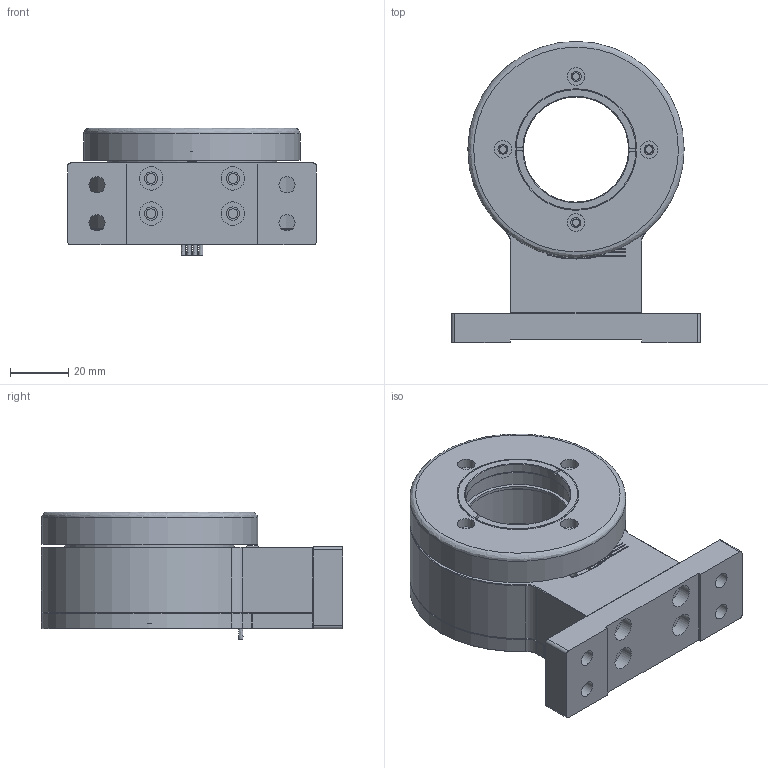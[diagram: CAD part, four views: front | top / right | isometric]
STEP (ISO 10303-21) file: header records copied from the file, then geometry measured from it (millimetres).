
FILE_DESCRIPTION (( 'STEP AP203' ), '1' );
FILE_NAME ('528368.STEP', '2024-04-10T02:00:39', ( 'Windows User' ), ( 'P R C' ), 'SwSTEP 2.0', 'SolidWorks 2020', '' );
FILE_SCHEMA (( 'CONFIG_CONTROL_DESIGN' ));
Length unit declared in the file: millimetre
Products named in the file (1): 528368
Bounding box: 85 x 103 x 43.75 mm (x, y, z)
Surface area: 60870.7 mm2 (no closed solid volume)
Topology: 0 solids, 14 shells, 423 faces, 912 edges, 568 vertices
Faces by surface type: plane 250, cylinder 129, cone 39, bspline 5
Full cylindrical faces by diameter (mm): 1.25 x16, 1.8 x16, 2.05 x2, 2.5 x5, 2.9 x2, 3 x1, 3.2 x1, 3.3 x8, 3.4 x4, 3.5 x12, 4 x1, 4.5 x4, 4.8 x1, 5.5 x4, 6 x4, 8 x4, 10 x4, 36 x2, 38.5 x1, 40 x1, 41 x1, 42 x2, 43 x1, 44 x2, 58 x2, 58.3 x1, 66 x1, 66.1 x1, 74 x1
Entity records: 12412 total; most frequent: CARTESIAN_POINT 3489, DIRECTION 1865, ORIENTED_EDGE 1524, EDGE_CURVE 768, AXIS2_PLACEMENT_3D 712, EDGE_LOOP 682, VERTEX_POINT 550, FACE_OUTER_BOUND 533
